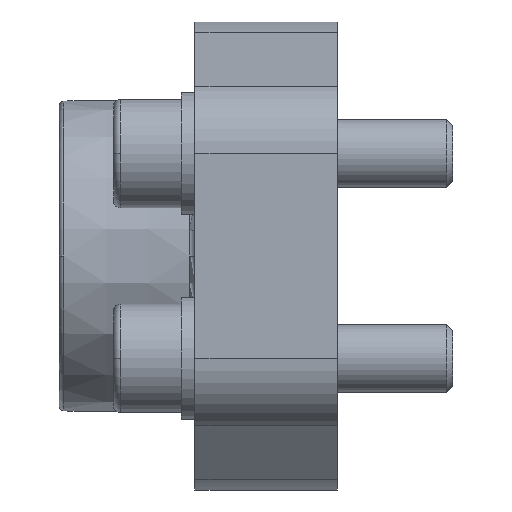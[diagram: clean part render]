
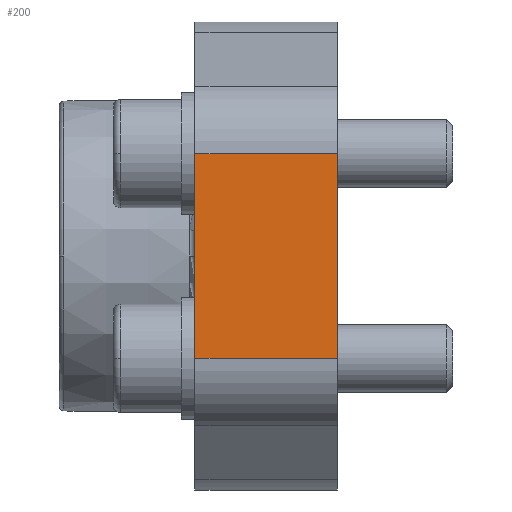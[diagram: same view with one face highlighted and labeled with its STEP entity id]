
A CAD part, front view. The second image highlights one B-rep face of the part: STEP entity #200.
In plain terms, the highlighted planar face has unit normal (0, -1, 0).
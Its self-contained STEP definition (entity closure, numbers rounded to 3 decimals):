
#200=ADVANCED_FACE('',(#476),#477,.T.);
#476=FACE_OUTER_BOUND('',#792,.T.);
#477=PLANE('',#793);
#792=EDGE_LOOP('',(#1841,#1842,#1843,#1844));
#793=AXIS2_PLACEMENT_3D('',#1845,#1846,#1847);
#1841=ORIENTED_EDGE('',*,*,#2294,.T.);
#1842=ORIENTED_EDGE('',*,*,#2338,.F.);
#1843=ORIENTED_EDGE('',*,*,#2322,.T.);
#1844=ORIENTED_EDGE('',*,*,#2337,.T.);
#1845=CARTESIAN_POINT('',(0.,-40.0,0.));
#1846=DIRECTION('',(-0.0,-1.0,0.0));
#1847=DIRECTION('',(0.,0.0,1.0));
#2294=EDGE_CURVE('',#2975,#2973,#2976,.T.);
#2322=EDGE_CURVE('',#3027,#3025,#3028,.T.);
#2337=EDGE_CURVE('',#3025,#2975,#3045,.T.);
#2338=EDGE_CURVE('',#3027,#2973,#3046,.T.);
#2973=VERTEX_POINT('',#4377);
#2975=VERTEX_POINT('',#4379);
#2976=LINE('',#4380,#4381);
#3025=VERTEX_POINT('',#4443);
#3027=VERTEX_POINT('',#4445);
#3028=LINE('',#4446,#4447);
#3045=LINE('',#4471,#4472);
#3046=LINE('',#4473,#4474);
#4377=CARTESIAN_POINT('',(-21.0,-40.0,-15.1));
#4379=CARTESIAN_POINT('',(-21.0,-40.0,15.1));
#4380=CARTESIAN_POINT('',(-21.0,-40.0,-15.1));
#4381=VECTOR('',#5039,1.0);
#4443=CARTESIAN_POINT('',(0.,-40.0,15.1));
#4445=CARTESIAN_POINT('',(0.,-40.0,-15.1));
#4446=CARTESIAN_POINT('',(0.,-40.0,-15.1));
#4447=VECTOR('',#5095,1.0);
#4471=CARTESIAN_POINT('',(0.,-40.0,15.1));
#4472=VECTOR('',#5124,1.0);
#4473=CARTESIAN_POINT('',(0.,-40.0,-15.1));
#4474=VECTOR('',#5125,1.0);
#5039=DIRECTION('',(0.,-0.0,-1.0));
#5095=DIRECTION('',(0.,0.0,1.0));
#5124=DIRECTION('',(-1.0,0.0,0.));
#5125=DIRECTION('',(-1.0,0.0,0.));
